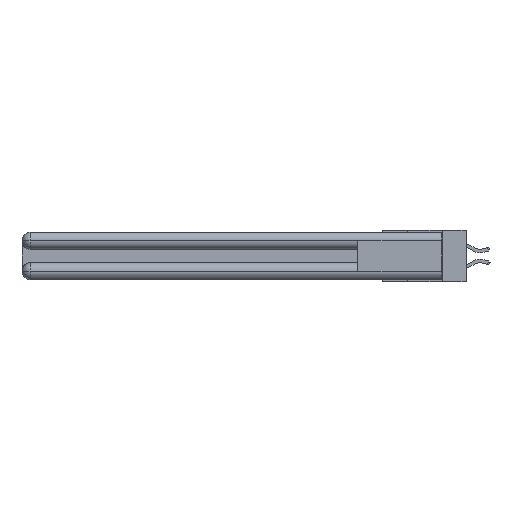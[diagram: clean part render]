
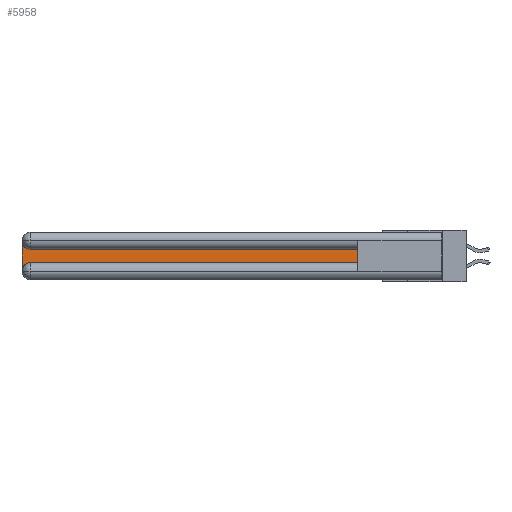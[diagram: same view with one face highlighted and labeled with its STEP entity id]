
A CAD part, left-side view. The second image highlights one B-rep face of the part: STEP entity #5958.
In plain terms, the highlighted planar face has unit normal (-1, 0, 0).
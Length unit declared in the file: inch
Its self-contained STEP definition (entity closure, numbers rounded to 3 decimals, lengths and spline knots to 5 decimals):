
#10 = VECTOR ( 'NONE', #28827, 39.37008 ) ;
#421 = EDGE_LOOP ( 'NONE', ( #16090, #14564, #7955, #23259, #15390, #12193 ) ) ;
#730 = CARTESIAN_POINT ( 'NONE',  ( 0.075, 0.6, -0.1225 ) ) ;
#804 = DIRECTION ( 'NONE',  ( 0., -1., 0. ) ) ;
#1219 = LINE ( 'NONE', #15823, #10 ) ;
#1573 = CARTESIAN_POINT ( 'NONE',  ( 0.075, 3., -0.2775 ) ) ;
#2124 = AXIS2_PLACEMENT_3D ( 'NONE', #5820, #21261, #5933 ) ;
#2630 = CARTESIAN_POINT ( 'NONE',  ( 0.075, 3., -0.0625 ) ) ;
#4447 = LINE ( 'NONE', #22123, #14803 ) ;
#4684 = CARTESIAN_POINT ( 'NONE',  ( 0.075, 2.94, -0.1225 ) ) ;
#5820 = CARTESIAN_POINT ( 'NONE',  ( 0.075, 2.94, -0.2775 ) ) ;
#5873 = FACE_OUTER_BOUND ( 'NONE', #421, .T. ) ;
#5876 = LINE ( 'NONE', #10802, #11807 ) ;
#5933 = DIRECTION ( 'NONE',  ( 0., 0., -1. ) ) ;
#5958 = ADVANCED_FACE ( 'NONE', ( #5873 ), #25995, .F. ) ;
#6113 = CARTESIAN_POINT ( 'NONE',  ( 0.075, 2.94, -0.0625 ) ) ;
#7955 = ORIENTED_EDGE ( 'NONE', *, *, #19102, .T. ) ;
#8224 = CARTESIAN_POINT ( 'NONE',  ( 0.075, 0.6, -0.2175 ) ) ;
#8861 = DIRECTION ( 'NONE',  ( 0., 0., -1. ) ) ;
#10802 = CARTESIAN_POINT ( 'NONE',  ( 0.075, 0.6, -0.2175 ) ) ;
#11284 = VERTEX_POINT ( 'NONE', #1573 ) ;
#11361 = EDGE_CURVE ( 'NONE', #12589, #18516, #16795, .T. ) ;
#11807 = VECTOR ( 'NONE', #804, 39.37008 ) ;
#12193 = ORIENTED_EDGE ( 'NONE', *, *, #11361, .T. ) ;
#12589 = VERTEX_POINT ( 'NONE', #31690 ) ;
#13566 = CARTESIAN_POINT ( 'NONE',  ( 0.075, 2.94, -0.2175 ) ) ;
#13581 = VECTOR ( 'NONE', #26268, 39.37008 ) ;
#14212 = CIRCLE ( 'NONE', #20207, 0.06 ) ;
#14564 = ORIENTED_EDGE ( 'NONE', *, *, #28957, .T. ) ;
#14665 = EDGE_CURVE ( 'NONE', #14698, #12589, #5876, .T. ) ;
#14698 = VERTEX_POINT ( 'NONE', #13566 ) ;
#14803 = VECTOR ( 'NONE', #17213, 39.37008 ) ;
#15390 = ORIENTED_EDGE ( 'NONE', *, *, #14665, .T. ) ;
#15823 = CARTESIAN_POINT ( 'NONE',  ( 0.075, 3., -0.2175 ) ) ;
#16090 = ORIENTED_EDGE ( 'NONE', *, *, #17506, .T. ) ;
#16135 = AXIS2_PLACEMENT_3D ( 'NONE', #20953, #21170, #28538 ) ;
#16795 = LINE ( 'NONE', #8224, #13581 ) ;
#17213 = DIRECTION ( 'NONE',  ( 0., 1., 0. ) ) ;
#17506 = EDGE_CURVE ( 'NONE', #18516, #26786, #4447, .T. ) ;
#18516 = VERTEX_POINT ( 'NONE', #730 ) ;
#18973 = DIRECTION ( 'NONE',  ( 1., 0., 0. ) ) ;
#19102 = EDGE_CURVE ( 'NONE', #31902, #11284, #1219, .T. ) ;
#19434 = EDGE_CURVE ( 'NONE', #11284, #14698, #28260, .T. ) ;
#20207 = AXIS2_PLACEMENT_3D ( 'NONE', #6113, #18973, #8861 ) ;
#20953 = CARTESIAN_POINT ( 'NONE',  ( 0.075, 3., -0.1225 ) ) ;
#21170 = DIRECTION ( 'NONE',  ( 1., 0., 0. ) ) ;
#21261 = DIRECTION ( 'NONE',  ( 1., 0., 0. ) ) ;
#22123 = CARTESIAN_POINT ( 'NONE',  ( 0.075, 0.6, -0.1225 ) ) ;
#23259 = ORIENTED_EDGE ( 'NONE', *, *, #19434, .T. ) ;
#25995 = PLANE ( 'NONE',  #16135 ) ;
#26268 = DIRECTION ( 'NONE',  ( 0., 0., 1. ) ) ;
#26786 = VERTEX_POINT ( 'NONE', #4684 ) ;
#28260 = CIRCLE ( 'NONE', #2124, 0.06 ) ;
#28538 = DIRECTION ( 'NONE',  ( 0., 0., -1. ) ) ;
#28827 = DIRECTION ( 'NONE',  ( 0., 0., -1. ) ) ;
#28957 = EDGE_CURVE ( 'NONE', #26786, #31902, #14212, .T. ) ;
#31690 = CARTESIAN_POINT ( 'NONE',  ( 0.075, 0.6, -0.2175 ) ) ;
#31902 = VERTEX_POINT ( 'NONE', #2630 ) ;
